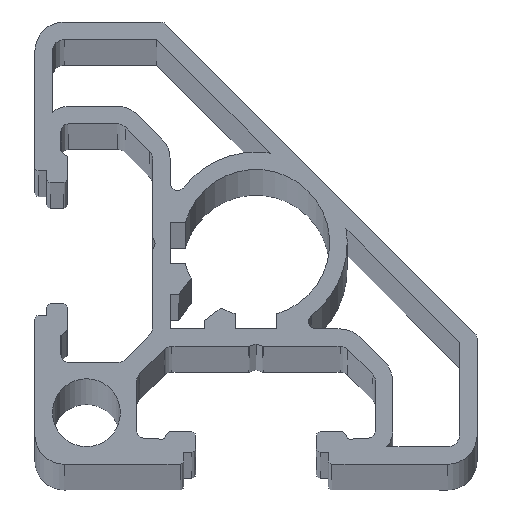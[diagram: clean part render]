
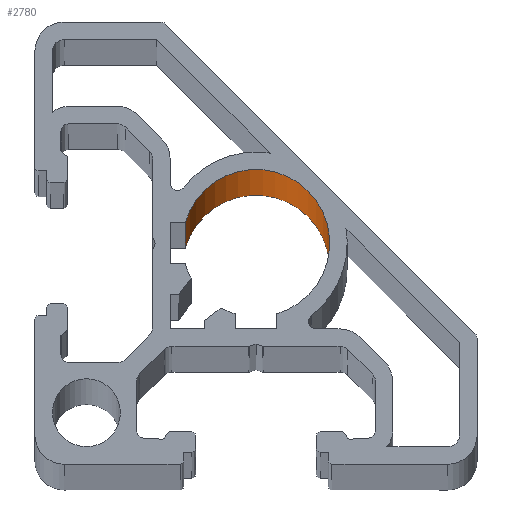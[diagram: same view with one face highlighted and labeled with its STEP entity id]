
A CAD part, top view. The second image highlights one B-rep face of the part: STEP entity #2780.
In plain terms, the highlighted cylindrical face has radius 5 mm (diameter 10 mm), a partial arc.
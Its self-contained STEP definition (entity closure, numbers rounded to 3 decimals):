
#64 = EDGE_LOOP ( 'NONE', ( #626, #2712, #1555, #139 ) ) ;
#139 = ORIENTED_EDGE ( 'NONE', *, *, #1031, .T. ) ;
#273 = EDGE_CURVE ( 'NONE', #4121, #3174, #328, .T. ) ;
#304 = DIRECTION ( 'NONE',  ( 0., 0., -1. ) ) ;
#328 = LINE ( 'NONE', #1290, #1615 ) ;
#465 = CARTESIAN_POINT ( 'NONE',  ( -4.799, 1.405, 1000. ) ) ;
#626 = ORIENTED_EDGE ( 'NONE', *, *, #1894, .F. ) ;
#661 = VECTOR ( 'NONE', #3955, 1000. ) ;
#711 = DIRECTION ( 'NONE',  ( 0., 0., -1. ) ) ;
#800 = VERTEX_POINT ( 'NONE', #1342 ) ;
#811 = DIRECTION ( 'NONE',  ( 0., 0., 1. ) ) ;
#1031 = EDGE_CURVE ( 'NONE', #800, #2543, #1498, .T. ) ;
#1259 = DIRECTION ( 'NONE',  ( 1., 0., 0. ) ) ;
#1290 = CARTESIAN_POINT ( 'NONE',  ( 1.405, -4.799, 1000. ) ) ;
#1342 = CARTESIAN_POINT ( 'NONE',  ( -4.799, 1.405, 1000. ) ) ;
#1399 = DIRECTION ( 'NONE',  ( -1., 0., 0. ) ) ;
#1492 = FACE_OUTER_BOUND ( 'NONE', #64, .T. ) ;
#1498 = LINE ( 'NONE', #465, #661 ) ;
#1505 = EDGE_CURVE ( 'NONE', #4121, #800, #3184, .T. ) ;
#1527 = CARTESIAN_POINT ( 'NONE',  ( 0., 0., 0. ) ) ;
#1555 = ORIENTED_EDGE ( 'NONE', *, *, #1505, .T. ) ;
#1615 = VECTOR ( 'NONE', #304, 1000. ) ;
#1705 = DIRECTION ( 'NONE',  ( 0., 0., 1. ) ) ;
#1894 = EDGE_CURVE ( 'NONE', #3174, #2543, #2346, .T. ) ;
#2058 = CARTESIAN_POINT ( 'NONE',  ( 1.405, -4.799, 1000. ) ) ;
#2069 = CARTESIAN_POINT ( 'NONE',  ( 0., 0., 1000. ) ) ;
#2119 = AXIS2_PLACEMENT_3D ( 'NONE', #1527, #811, #3587 ) ;
#2346 = CIRCLE ( 'NONE', #2119, 5. ) ;
#2543 = VERTEX_POINT ( 'NONE', #2714 ) ;
#2655 = CARTESIAN_POINT ( 'NONE',  ( 1.405, -4.799, 0. ) ) ;
#2712 = ORIENTED_EDGE ( 'NONE', *, *, #273, .F. ) ;
#2714 = CARTESIAN_POINT ( 'NONE',  ( -4.799, 1.405, 0. ) ) ;
#2780 = ADVANCED_FACE ( 'NONE', ( #1492 ), #4290, .F. ) ;
#3174 = VERTEX_POINT ( 'NONE', #2655 ) ;
#3184 = CIRCLE ( 'NONE', #4288, 5. ) ;
#3587 = DIRECTION ( 'NONE',  ( 1., 0., 0. ) ) ;
#3838 = CARTESIAN_POINT ( 'NONE',  ( 0., 0., 1000. ) ) ;
#3885 = AXIS2_PLACEMENT_3D ( 'NONE', #3838, #711, #1399 ) ;
#3955 = DIRECTION ( 'NONE',  ( 0., 0., -1. ) ) ;
#4121 = VERTEX_POINT ( 'NONE', #2058 ) ;
#4288 = AXIS2_PLACEMENT_3D ( 'NONE', #2069, #1705, #1259 ) ;
#4290 = CYLINDRICAL_SURFACE ( 'NONE', #3885, 5. ) ;
